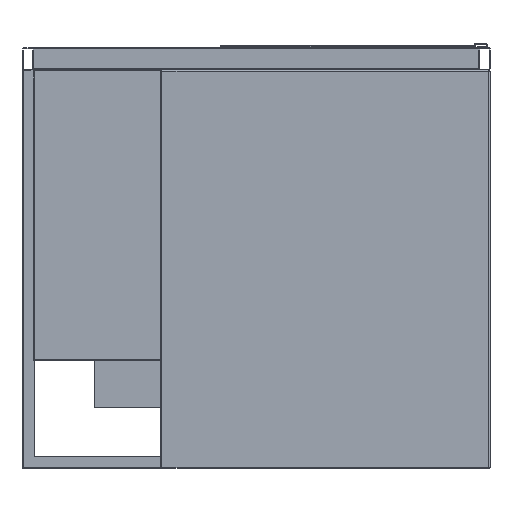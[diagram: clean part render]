
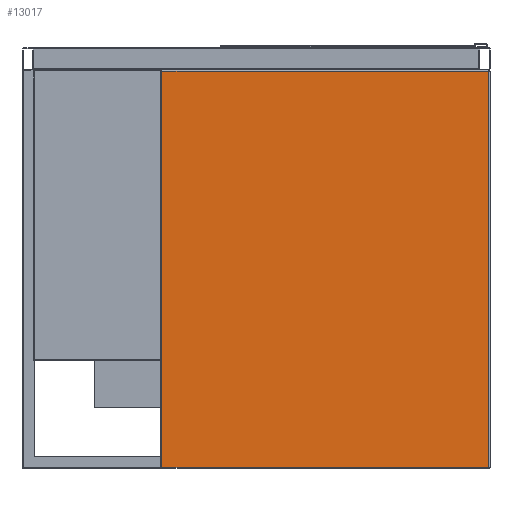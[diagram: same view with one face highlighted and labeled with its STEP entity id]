
A CAD part, front view. The second image highlights one B-rep face of the part: STEP entity #13017.
In plain terms, the highlighted planar face has unit normal (0, -1, 0).
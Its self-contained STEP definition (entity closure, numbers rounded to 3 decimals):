
#7 = ORIENTED_EDGE ( 'NONE', *, *, #26, .T. ) ;
#26 = EDGE_CURVE ( 'NONE', #690, #446, #7523, .T. ) ;
#396 = DIRECTION ( 'NONE',  ( 0., 0., 1. ) ) ;
#446 = VERTEX_POINT ( 'NONE', #14690 ) ;
#561 = LINE ( 'NONE', #13925, #13317 ) ;
#690 = VERTEX_POINT ( 'NONE', #5989 ) ;
#1062 = VECTOR ( 'NONE', #8071, 1000. ) ;
#1137 = DIRECTION ( 'NONE',  ( -1., 0., 0. ) ) ;
#1815 = CARTESIAN_POINT ( 'NONE',  ( -295.5, -255., -758. ) ) ;
#2212 = CARTESIAN_POINT ( 'NONE',  ( -295.5, -255., -760. ) ) ;
#3435 = DIRECTION ( 'NONE',  ( 0., -1., 0. ) ) ;
#3524 = EDGE_CURVE ( 'NONE', #446, #14921, #12057, .T. ) ;
#3665 = CARTESIAN_POINT ( 'NONE',  ( -297.5, -255., -760. ) ) ;
#3938 = VECTOR ( 'NONE', #1137, 1000. ) ;
#4938 = DIRECTION ( 'NONE',  ( 0., 0., -1. ) ) ;
#5534 = ORIENTED_EDGE ( 'NONE', *, *, #15487, .T. ) ;
#5989 = CARTESIAN_POINT ( 'NONE',  ( 295.5, -255., -758. ) ) ;
#6597 = ORIENTED_EDGE ( 'NONE', *, *, #7613, .T. ) ;
#7523 = LINE ( 'NONE', #8547, #13452 ) ;
#7613 = EDGE_CURVE ( 'NONE', #14921, #13263, #13044, .T. ) ;
#7852 = DIRECTION ( 'NONE',  ( 1., 0., 0. ) ) ;
#8071 = DIRECTION ( 'NONE',  ( 0., 0., -1. ) ) ;
#8547 = CARTESIAN_POINT ( 'NONE',  ( 295.5, -255., -760. ) ) ;
#9600 = PLANE ( 'NONE',  #11241 ) ;
#9834 = FACE_OUTER_BOUND ( 'NONE', #13599, .T. ) ;
#11241 = AXIS2_PLACEMENT_3D ( 'NONE', #3665, #3435, #4938 ) ;
#11977 = CARTESIAN_POINT ( 'NONE',  ( -297.5, -255., -42. ) ) ;
#12057 = LINE ( 'NONE', #11977, #3938 ) ;
#13017 = ADVANCED_FACE ( 'Fl�che8', ( #9834 ), #9600, .T. ) ;
#13044 = LINE ( 'NONE', #2212, #1062 ) ;
#13263 = VERTEX_POINT ( 'NONE', #1815 ) ;
#13317 = VECTOR ( 'NONE', #7852, 1000. ) ;
#13452 = VECTOR ( 'NONE', #396, 1000. ) ;
#13599 = EDGE_LOOP ( 'NONE', ( #14753, #6597, #5534, #7 ) ) ;
#13925 = CARTESIAN_POINT ( 'NONE',  ( -297.5, -255., -758. ) ) ;
#14690 = CARTESIAN_POINT ( 'NONE',  ( 295.5, -255., -42. ) ) ;
#14753 = ORIENTED_EDGE ( 'NONE', *, *, #3524, .T. ) ;
#14921 = VERTEX_POINT ( 'NONE', #15650 ) ;
#15487 = EDGE_CURVE ( 'NONE', #13263, #690, #561, .T. ) ;
#15650 = CARTESIAN_POINT ( 'NONE',  ( -295.5, -255., -42. ) ) ;
